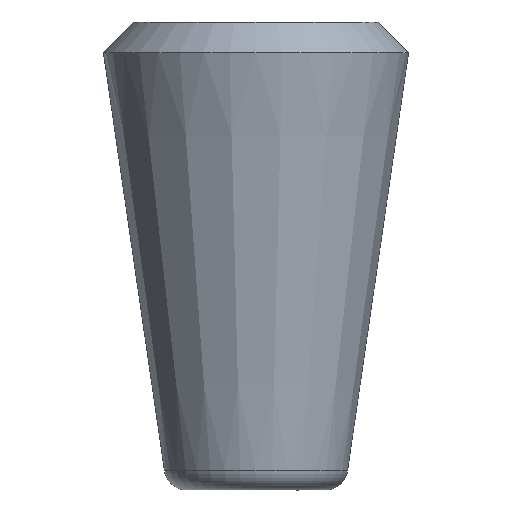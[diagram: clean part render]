
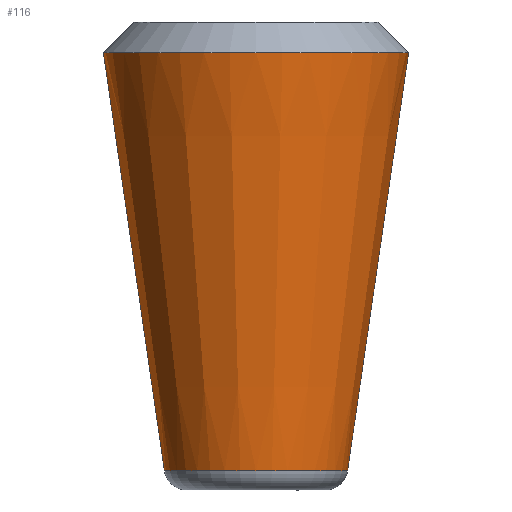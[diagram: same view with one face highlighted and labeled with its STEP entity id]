
A CAD part, front view. The second image highlights one B-rep face of the part: STEP entity #116.
In plain terms, the highlighted conical face has half-angle 8.302 degrees and reference radius 12 mm.
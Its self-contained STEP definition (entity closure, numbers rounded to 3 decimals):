
#114=EDGE_CURVE('',#158,#148,#255,.T.);
#116=ADVANCED_FACE('',(#257),#258,.T.);
#126=VERTEX_POINT('',#270);
#144=EDGE_CURVE('',#160,#158,#290,.T.);
#148=VERTEX_POINT('',#294);
#152=EDGE_CURVE('',#160,#126,#298,.T.);
#158=VERTEX_POINT('',#304);
#160=VERTEX_POINT('',#306);
#198=EDGE_CURVE('',#148,#126,#350,.T.);
#255=CIRCLE('',#405,9.0);
#257=FACE_OUTER_BOUND('',#407,.T.);
#258=CONICAL_SURFACE('',#408,12.0,0.145);
#270=CARTESIAN_POINT('',(-15.,0.,43.0));
#290=LINE('',#450,#451);
#294=CARTESIAN_POINT('',(-9.,0.,1.882));
#298=CIRCLE('',#462,15.0);
#304=CARTESIAN_POINT('',(9.,0.,1.882));
#306=CARTESIAN_POINT('',(15.,0.,43.0));
#350=LINE('',#526,#527);
#405=AXIS2_PLACEMENT_3D('',#585,#586,#587);
#407=EDGE_LOOP('',(#589,#590,#591,#592));
#408=AXIS2_PLACEMENT_3D('',#593,#594,#595);
#450=CARTESIAN_POINT('',(12.,0.,22.441));
#451=VECTOR('',#640,1.0);
#462=AXIS2_PLACEMENT_3D('',#642,#643,#644);
#526=CARTESIAN_POINT('',(-12.,0.,22.441));
#527=VECTOR('',#714,1.0);
#585=CARTESIAN_POINT('',(0.,0.,1.882));
#586=DIRECTION('',(0.0,0.0,-1.0));
#587=DIRECTION('',(1.0,0.,0.0));
#589=ORIENTED_EDGE('',*,*,#144,.F.);
#590=ORIENTED_EDGE('',*,*,#152,.T.);
#591=ORIENTED_EDGE('',*,*,#198,.F.);
#592=ORIENTED_EDGE('',*,*,#114,.F.);
#593=CARTESIAN_POINT('',(0.,0.,22.441));
#594=DIRECTION('',(-0.0,-0.0,1.0));
#595=DIRECTION('',(1.0,0.,0.0));
#640=DIRECTION('',(-0.144,0.,-0.99));
#642=CARTESIAN_POINT('',(0.,0.,43.0));
#643=DIRECTION('',(0.0,0.0,-1.0));
#644=DIRECTION('',(1.0,0.,0.0));
#714=DIRECTION('',(-0.144,0.,0.99));
